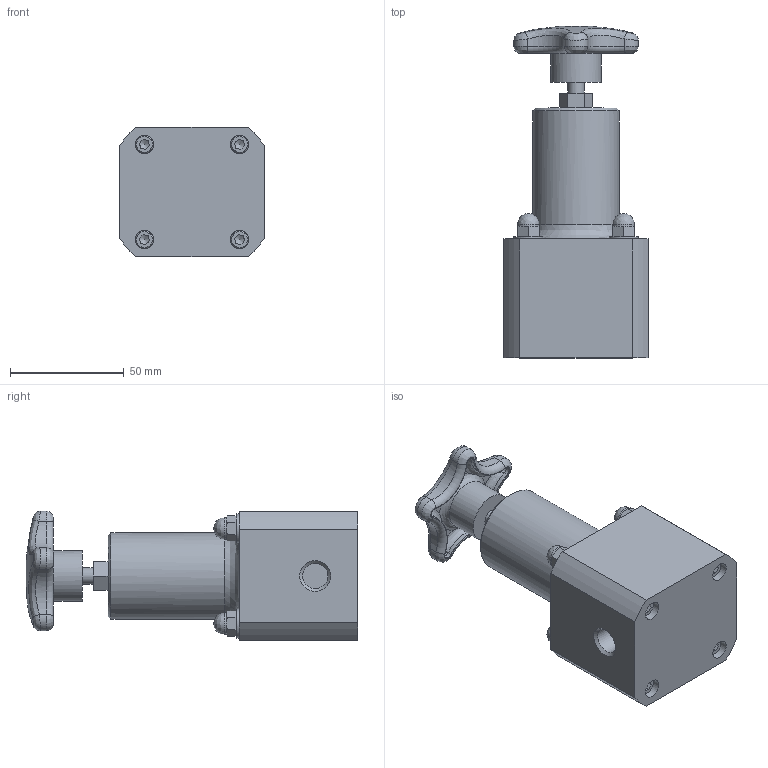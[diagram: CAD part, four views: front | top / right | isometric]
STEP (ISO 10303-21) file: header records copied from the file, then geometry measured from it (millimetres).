
FILE_DESCRIPTION((''),'2;1');
FILE_NAME('TVBP25-SS-R0.ipt.stp','2017-04-04T12:12:13',(''),(''),'Autodesk Inventor 2009','Autodesk Inventor 2009','');
FILE_SCHEMA(('AUTOMOTIVE_DESIGN { 1 0 10303 214 1 1 1 1 }'));
Length unit declared in the file: inch
Products named in the file (1): TVBP25-SS-R0
Bounding box: 63.5 x 146.09 x 57.15 mm (x, y, z)
Volume: 270114.9 mm3; surface area: 35622.7 mm2
Topology: 1 solids, 5 shells, 337 faces, 801 edges, 487 vertices
Faces by surface type: plane 140, cone 63, bspline 61, cylinder 45, torus 15, sphere 13
Full cylindrical faces by diameter (mm): 3.734 x4, 7.442 x1, 7.925 x4, 9.525 x4, 11.1 x2, 12.7 x4, 22.098 x1, 38.1 x1
Entity records: 11867 total; most frequent: CARTESIAN_POINT 4638, ORIENTED_EDGE 1464, DIRECTION 1406, EDGE_CURVE 732, AXIS2_PLACEMENT_3D 600, VERTEX_POINT 473, EDGE_LOOP 405, FACE_OUTER_BOUND 337
